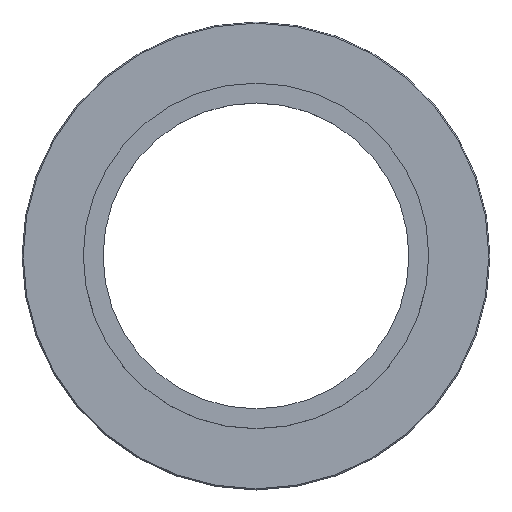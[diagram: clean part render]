
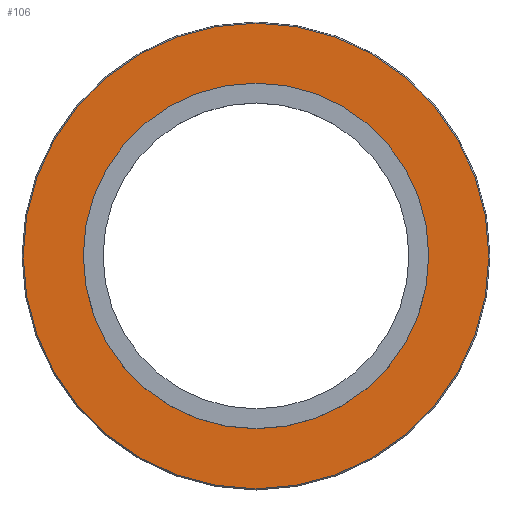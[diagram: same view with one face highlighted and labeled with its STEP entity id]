
A CAD part, top view. The second image highlights one B-rep face of the part: STEP entity #106.
In plain terms, the highlighted planar face has unit normal (0, 0, 1).
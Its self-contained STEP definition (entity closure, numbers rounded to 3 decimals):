
#14=PLANE('',#121);
#22=FACE_BOUND('',#42,.T.);
#23=FACE_BOUND('',#43,.T.);
#42=EDGE_LOOP('',(#87));
#43=EDGE_LOOP('',(#88));
#57=CIRCLE('',#118,20.55);
#59=CIRCLE('',#122,15.25);
#66=VERTEX_POINT('',#176);
#68=VERTEX_POINT('',#182);
#75=EDGE_CURVE('',#66,#66,#57,.T.);
#77=EDGE_CURVE('',#68,#68,#59,.T.);
#87=ORIENTED_EDGE('',*,*,#77,.F.);
#88=ORIENTED_EDGE('',*,*,#75,.F.);
#106=ADVANCED_FACE('',(#22,#23),#14,.T.);
#118=AXIS2_PLACEMENT_3D('',#177,#140,#141);
#121=AXIS2_PLACEMENT_3D('',#181,#146,#147);
#122=AXIS2_PLACEMENT_3D('',#183,#148,#149);
#140=DIRECTION('center_axis',(0.,0.,-1.));
#141=DIRECTION('ref_axis',(0.,-1.,0.));
#146=DIRECTION('center_axis',(0.,0.,1.));
#147=DIRECTION('ref_axis',(1.,0.,0.));
#148=DIRECTION('center_axis',(0.,0.,1.));
#149=DIRECTION('ref_axis',(0.,1.,0.));
#176=CARTESIAN_POINT('',(0.,20.55,3.2));
#177=CARTESIAN_POINT('Origin',(0.,0.,3.2));
#181=CARTESIAN_POINT('Origin',(0.,17.95,3.2));
#182=CARTESIAN_POINT('',(0.,15.25,3.2));
#183=CARTESIAN_POINT('Origin',(0.,0.,3.2));
